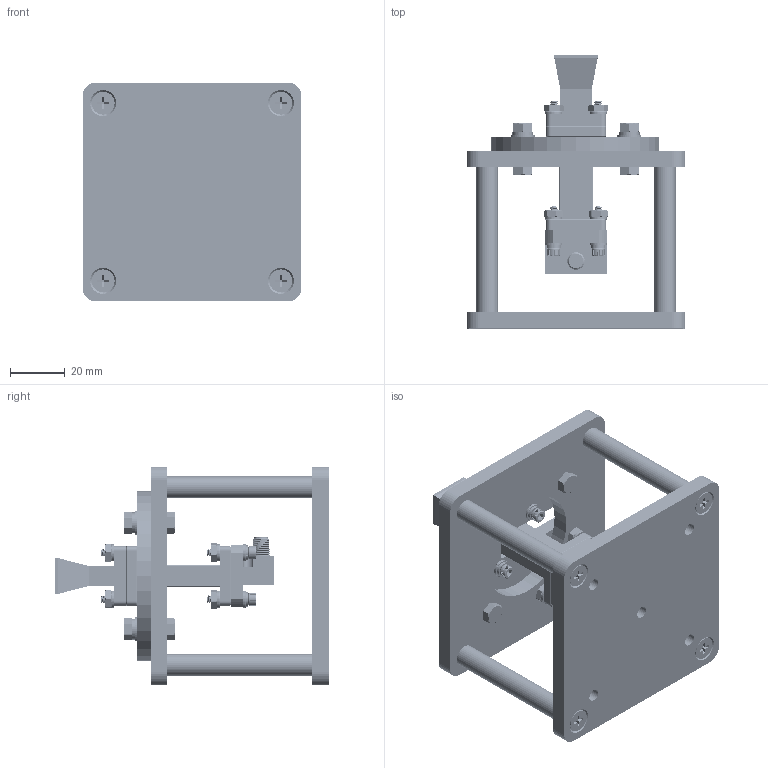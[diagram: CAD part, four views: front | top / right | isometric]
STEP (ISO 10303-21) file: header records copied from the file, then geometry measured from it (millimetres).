
FILE_DESCRIPTION (( 'STEP AP214' ), '1' );
FILE_NAME ('FM1WAN034-10KF_3D.step', '2024-03-07T00:20:11', ( '' ), ( '' ), 'SwSTEP 2.0', 'SolidWorks 2022', '' );
FILE_SCHEMA (( 'AUTOMOTIVE_DESIGN' ));
Length unit declared in the file: inch
Products named in the file (19): flat head screw_am_B18.6.7M - M4 x 0.7 x 10 Type I Cross Recessed FHMS --10N; FMWAN034-10; M4x0.7P 16mmL HEX HEAD SCR_1_91287A115; No.4 Flat Washer_1_91166A230; 4-40 Nut_1_94150A335; M4 FLAT WSHR,4.3IDx9ODx0.8THK,STNLS STL_1_91166A230; Screw 4-40SH x 9_16_2; M4x0.7 HEX NUT,7mmAF,3.2mmTHK_1_94150A335; Screw 4-40SH x 9_16_3; FMWAN034-MNT_STDF RND 4.5ID X 53LG_2; FMWAN034-MNT_RND PLT_2; No.4 Lock Washer_1_COMPRESSED; FMWAN034-MNT_UPR PLT_2; FMWAN034-MNT_LWR PLT_2; M4 SPLIT LK WSHR,4.4IDx7.6ODx1.0THK,STNL STL_1_COMPRESSED; FM1WAN034-10KF_3D; FMW34S001-1.5; FMWAN034-MNT; FMWCA1021
Assembly tree (75 placements, depth 3):
  FM1WAN034-10KF_3D
    FMWAN034-MNT
      FMWAN034-MNT_UPR PLT_2
      FMWAN034-MNT_LWR PLT_2
      FMWAN034-MNT_RND PLT_2
      FMWAN034-MNT_STDF RND 4.5ID X 53LG_2  x4
      flat head screw_am_B18.6.7M - M4 x 0.7 x 10 Type I Cross Recessed FHMS --10N  x8
      M4x0.7P 16mmL HEX HEAD SCR_1_91287A115  x4
      M4 FLAT WSHR,4.3IDx9ODx0.8THK,STNLS STL_1_91166A230  x4
      M4 SPLIT LK WSHR,4.4IDx7.6ODx1.0THK,STNL STL_1_COMPRESSED  x4
      M4x0.7 HEX NUT,7mmAF,3.2mmTHK_1_94150A335  x4
    FMWAN034-10
    FMW34S001-1.5
    No.4 Lock Washer_1_COMPRESSED  x8
    No.4 Flat Washer_1_91166A230  x16
    Screw 4-40SH x 9_16_3  x4
    4-40 Nut_1_94150A335  x8
    FMWCA1021
    Screw 4-40SH x 9_16_2  x4
Bounding box: 80 x 100 x 80 mm (x, y, z)
Volume: 104205.2 mm3; surface area: 65572.1 mm2
Topology: 75 solids, 75 shells, 5420 faces, 14948 edges, 9699 vertices
Faces by surface type: cylinder 1757, plane 1743, cone 1060, torus 784, bspline 76
Entity records: 71920 total; most frequent: CARTESIAN_POINT 35244, ORIENTED_EDGE 8270, DIRECTION 6520, EDGE_CURVE 4135, VERTEX_POINT 2688, AXIS2_PLACEMENT_3D 2550, EDGE_LOOP 1611, FACE_OUTER_BOUND 1498
